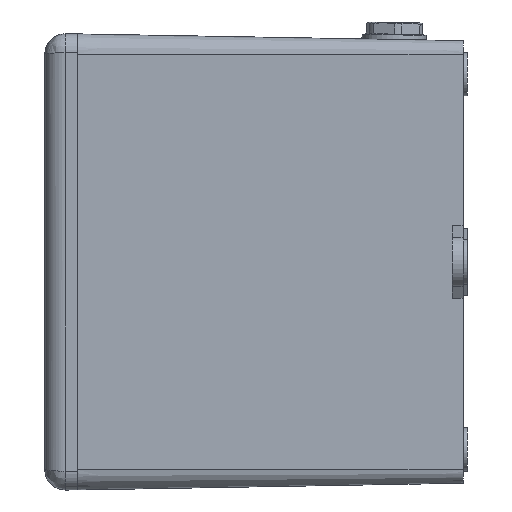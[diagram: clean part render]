
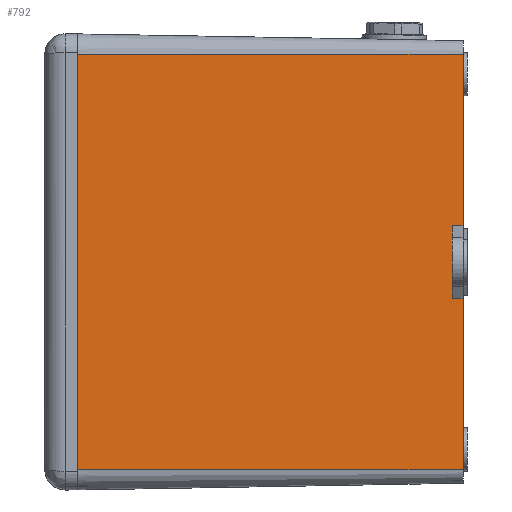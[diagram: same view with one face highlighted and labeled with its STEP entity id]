
A CAD part, front view. The second image highlights one B-rep face of the part: STEP entity #792.
In plain terms, the highlighted face is planar.
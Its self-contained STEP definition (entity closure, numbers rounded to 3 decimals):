
#218 = ORIENTED_EDGE ( 'NONE', *, *, #721, .F. ) ;
#302 = VERTEX_POINT ( 'NONE', #3957 ) ;
#317 = EDGE_CURVE ( 'NONE', #4293, #6477, #6711, .T. ) ;
#380 = ORIENTED_EDGE ( 'NONE', *, *, #4056, .F. ) ;
#521 = CARTESIAN_POINT ( 'NONE',  ( -82.074, -13.479, 139. ) ) ;
#639 = VERTEX_POINT ( 'NONE', #3490 ) ;
#663 = DIRECTION ( 'NONE',  ( 0., -1., 0. ) ) ;
#721 = EDGE_CURVE ( 'NONE', #5183, #4293, #1304, .T. ) ;
#792 = ADVANCED_FACE ( 'NONE', ( #5084 ), #2994, .T. ) ;
#854 = CARTESIAN_POINT ( 'NONE',  ( -84.495, 12.802, 0.313 ) ) ;
#881 = CARTESIAN_POINT ( 'NONE',  ( -84.5, -77., 0. ) ) ;
#960 = DIRECTION ( 'NONE',  ( -1., 0., 0.017 ) ) ;
#1304 = LINE ( 'NONE', #854, #3822 ) ;
#1348 = DIRECTION ( 'NONE',  ( -0.017, 0., -1. ) ) ;
#1420 = CARTESIAN_POINT ( 'NONE',  ( -84.508, -12.799, -0.438 ) ) ;
#1647 = CARTESIAN_POINT ( 'NONE',  ( -82.004, 77., 143. ) ) ;
#1806 = VECTOR ( 'NONE', #6660, 1000. ) ;
#1875 = VERTEX_POINT ( 'NONE', #6677 ) ;
#1928 = LINE ( 'NONE', #4564, #1806 ) ;
#2065 = EDGE_CURVE ( 'NONE', #4600, #1875, #3738, .T. ) ;
#2104 = VECTOR ( 'NONE', #663, 1000. ) ;
#2167 = CARTESIAN_POINT ( 'NONE',  ( -82.074, 13.479, 139. ) ) ;
#2178 = ORIENTED_EDGE ( 'NONE', *, *, #3594, .F. ) ;
#2293 = CARTESIAN_POINT ( 'NONE',  ( -84.5, 77., 0. ) ) ;
#2899 = VECTOR ( 'NONE', #1348, 1000. ) ;
#2960 = DIRECTION ( 'NONE',  ( -0.017, -0.005, -1. ) ) ;
#2966 = DIRECTION ( 'NONE',  ( 0.017, -0.005, 1. ) ) ;
#2994 = PLANE ( 'NONE',  #5375 ) ;
#3490 = CARTESIAN_POINT ( 'NONE',  ( -82.004, 77., 143. ) ) ;
#3523 = CARTESIAN_POINT ( 'NONE',  ( -82.004, 13.499, 143. ) ) ;
#3529 = CARTESIAN_POINT ( 'NONE',  ( -84.5, 77., 0. ) ) ;
#3594 = EDGE_CURVE ( 'NONE', #5902, #4600, #1928, .T. ) ;
#3629 = DIRECTION ( 'NONE',  ( 0.017, 0., 1. ) ) ;
#3738 = LINE ( 'NONE', #881, #4125 ) ;
#3756 = LINE ( 'NONE', #1647, #6655 ) ;
#3822 = VECTOR ( 'NONE', #2960, 1000. ) ;
#3957 = CARTESIAN_POINT ( 'NONE',  ( -84.5, 77., 0. ) ) ;
#4030 = ORIENTED_EDGE ( 'NONE', *, *, #2065, .F. ) ;
#4056 = EDGE_CURVE ( 'NONE', #6477, #5902, #5611, .T. ) ;
#4099 = EDGE_CURVE ( 'NONE', #639, #302, #6160, .T. ) ;
#4125 = VECTOR ( 'NONE', #4398, 1000. ) ;
#4293 = VERTEX_POINT ( 'NONE', #2167 ) ;
#4311 = EDGE_CURVE ( 'NONE', #639, #5183, #3756, .T. ) ;
#4398 = DIRECTION ( 'NONE',  ( -0.017, 0., -1. ) ) ;
#4564 = CARTESIAN_POINT ( 'NONE',  ( -82.004, 77., 143. ) ) ;
#4600 = VERTEX_POINT ( 'NONE', #6688 ) ;
#4745 = ORIENTED_EDGE ( 'NONE', *, *, #317, .F. ) ;
#4995 = CARTESIAN_POINT ( 'NONE',  ( -82.004, -13.499, 143. ) ) ;
#5084 = FACE_OUTER_BOUND ( 'NONE', #5423, .T. ) ;
#5183 = VERTEX_POINT ( 'NONE', #3523 ) ;
#5225 = DIRECTION ( 'NONE',  ( 0., -1., 0. ) ) ;
#5231 = ORIENTED_EDGE ( 'NONE', *, *, #5872, .T. ) ;
#5233 = VECTOR ( 'NONE', #2966, 1000. ) ;
#5375 = AXIS2_PLACEMENT_3D ( 'NONE', #6804, #960, #3629 ) ;
#5423 = EDGE_LOOP ( 'NONE', ( #218, #5567, #6668, #5231, #4030, #2178, #380, #4745 ) ) ;
#5452 = LINE ( 'NONE', #2293, #2104 ) ;
#5567 = ORIENTED_EDGE ( 'NONE', *, *, #4311, .F. ) ;
#5611 = LINE ( 'NONE', #1420, #5233 ) ;
#5615 = CARTESIAN_POINT ( 'NONE',  ( -82.074, 77., 139. ) ) ;
#5872 = EDGE_CURVE ( 'NONE', #302, #1875, #5452, .T. ) ;
#5902 = VERTEX_POINT ( 'NONE', #4995 ) ;
#6160 = LINE ( 'NONE', #3529, #2899 ) ;
#6196 = DIRECTION ( 'NONE',  ( 0., -1., 0. ) ) ;
#6477 = VERTEX_POINT ( 'NONE', #521 ) ;
#6655 = VECTOR ( 'NONE', #5225, 1000. ) ;
#6660 = DIRECTION ( 'NONE',  ( 0., -1., 0. ) ) ;
#6668 = ORIENTED_EDGE ( 'NONE', *, *, #4099, .T. ) ;
#6677 = CARTESIAN_POINT ( 'NONE',  ( -84.5, -77., 0. ) ) ;
#6688 = CARTESIAN_POINT ( 'NONE',  ( -82.004, -77., 143. ) ) ;
#6711 = LINE ( 'NONE', #5615, #6792 ) ;
#6792 = VECTOR ( 'NONE', #6196, 1000. ) ;
#6804 = CARTESIAN_POINT ( 'NONE',  ( -84.5, 77., 0. ) ) ;
